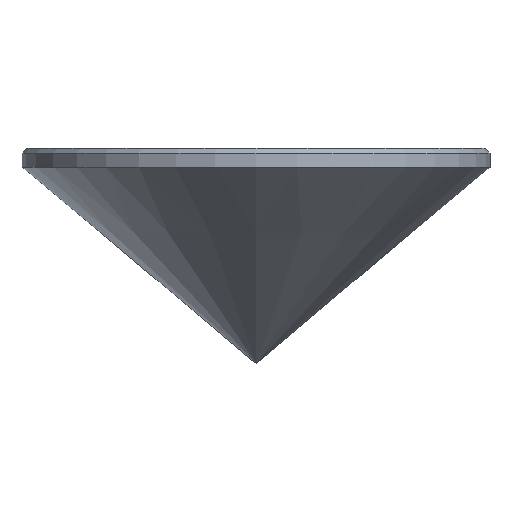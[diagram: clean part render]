
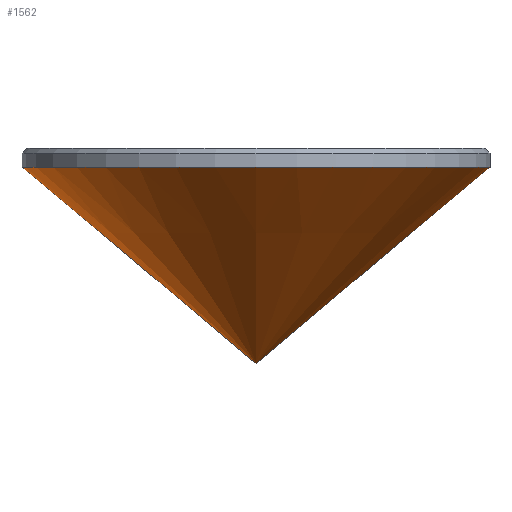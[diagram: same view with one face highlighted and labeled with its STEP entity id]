
A CAD part, left-side view. The second image highlights one B-rep face of the part: STEP entity #1562.
In plain terms, the highlighted conical face has half-angle 50 degrees and reference radius 25 mm.
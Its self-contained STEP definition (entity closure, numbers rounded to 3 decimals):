
#105=CONICAL_SURFACE('',#1670,25.,0.873);
#133=FACE_OUTER_BOUND('',#235,.T.);
#235=EDGE_LOOP('',(#1277,#1278,#1279));
#303=CIRCLE('',#1654,25.);
#458=LINE('',#3863,#649);
#649=VECTOR('',#1930,25.);
#736=VERTEX_POINT('',#2533);
#857=VERTEX_POINT('',#3862);
#889=EDGE_CURVE('',#736,#736,#303,.T.);
#1019=EDGE_CURVE('',#857,#736,#458,.T.);
#1277=ORIENTED_EDGE('',*,*,#1019,.T.);
#1278=ORIENTED_EDGE('',*,*,#889,.T.);
#1279=ORIENTED_EDGE('',*,*,#1019,.F.);
#1562=ADVANCED_FACE('',(#133),#105,.T.);
#1654=AXIS2_PLACEMENT_3D('',#2534,#1775,#1776);
#1670=AXIS2_PLACEMENT_3D('',#3861,#1928,#1929);
#1775=DIRECTION('center_axis',(0.,0.,-1.));
#1776=DIRECTION('ref_axis',(1.,0.,0.));
#1928=DIRECTION('center_axis',(0.,0.,1.));
#1929=DIRECTION('ref_axis',(1.,0.,0.));
#1930=DIRECTION('',(-0.766,0.,0.643));
#2533=CARTESIAN_POINT('',(-25.,0.,-2.));
#2534=CARTESIAN_POINT('Origin',(0.,0.,-2.));
#3861=CARTESIAN_POINT('Origin',(0.,0.,-2.));
#3862=CARTESIAN_POINT('',(0.,0.,-22.977));
#3863=CARTESIAN_POINT('',(-25.,0.,-2.));
